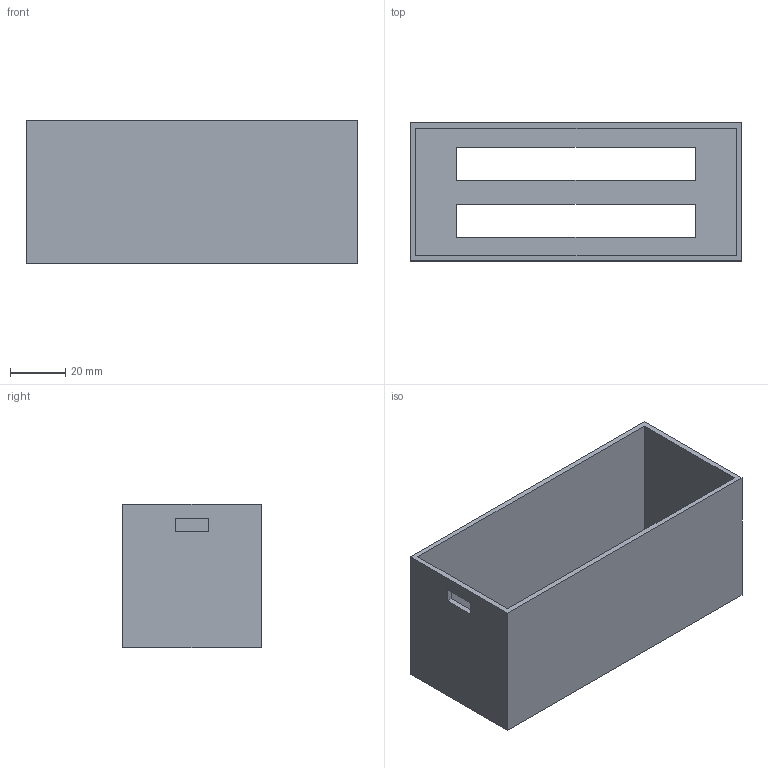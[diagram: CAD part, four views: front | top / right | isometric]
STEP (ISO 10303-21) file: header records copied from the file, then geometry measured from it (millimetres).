
FILE_DESCRIPTION(/* description */ (''),/* implementation_level */ '2;1');
FILE_NAME(/* name */ 'case.step',/* time_stamp */ '2021-01-01T23:28:08+01:00',/* author */ (''),/* organization */ (''),/* preprocessor_version */ 'ST-DEVELOPER v18.1',/* originating_system */ 'Autodesk Translation Framework v9.7.1.1290',/* authorisation */ '');
FILE_SCHEMA (('AUTOMOTIVE_DESIGN { 1 0 10303 214 3 1 1 }'));
Length unit declared in the file: millimetre
Products named in the file (1): gehauese
Bounding box: 120 x 50 x 52 mm (x, y, z)
Volume: 40928 mm3; surface area: 42464 mm2
Topology: 1 solids, 1 shells, 23 faces, 60 edges, 40 vertices
Faces by surface type: plane 23
Entity records: 739 total; most frequent: CARTESIAN_POINT 124, ORIENTED_EDGE 120, DIRECTION 108, LINE 60, VECTOR 60, EDGE_CURVE 60, VERTEX_POINT 40, EDGE_LOOP 30
